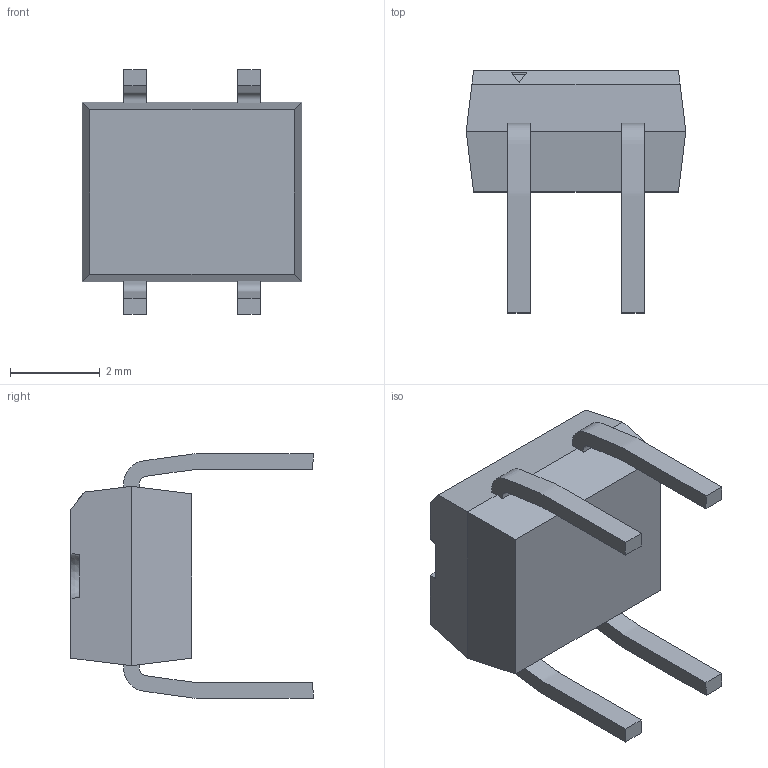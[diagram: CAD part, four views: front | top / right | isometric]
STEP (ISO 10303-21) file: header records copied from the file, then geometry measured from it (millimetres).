
FILE_DESCRIPTION (( 'STEP AP214' ), '1' );
FILE_NAME ('MBM___5.1mm__.STEP', '2023-03-06T17:44:12', ( '' ), ( '' ), 'SwSTEP 2.0', 'SolidWorks 2020', '' );
FILE_SCHEMA (( 'AUTOMOTIVE_DESIGN' ));
Length unit declared in the file: millimetre
Products named in the file (1): MBM___5.1mm__
Bounding box: 4.9 x 5.4 x 5.45 mm (x, y, z)
Volume: 51.7 mm3; surface area: 109.3 mm2
Topology: 1 solids, 1 shells, 384 faces, 1099 edges, 752 vertices
Faces by surface type: plane 306, bspline 77, cone 1
Entity records: 20409 total; most frequent: CARTESIAN_POINT 6513, ORIENTED_EDGE 2198, DIRECTION 1611, EDGE_CURVE 1099, LINE 927, VECTOR 927, VERTEX_POINT 752, EDGE_LOOP 419
